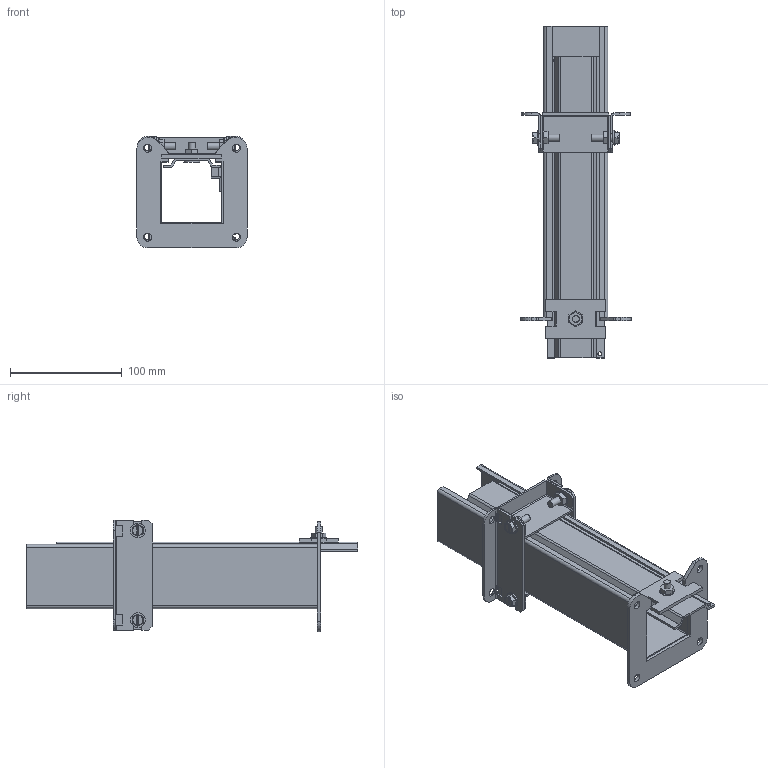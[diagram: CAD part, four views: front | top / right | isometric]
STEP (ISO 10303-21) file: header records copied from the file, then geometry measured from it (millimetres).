
FILE_DESCRIPTION (( 'STEP AP203' ), '1' );
FILE_NAME ('1485BX.step', '2020-11-19T14:30:43', ( 'ADC123' ), ( 'Microsoft' ), 'SwSTEP 2.0', 'SolidWorks 2019', '' );
FILE_SCHEMA (( 'CONFIG_CONTROL_DESIGN' ));
Length unit declared in the file: inch
Products named in the file (1): 1485BX
Bounding box: 98.42 x 296.88 x 99.67 mm (x, y, z)
Volume: 176650.1 mm3; surface area: 187096.5 mm2
Topology: 19 solids, 19 shells, 426 faces, 1113 edges, 731 vertices
Faces by surface type: plane 304, cylinder 89, bspline 32, cone 1
Full cylindrical faces by diameter (mm): 3.556 x2, 4.976 x5, 6.248 x4, 6.35 x1, 6.731 x1, 7.137 x12, 7.938 x1, 13.208 x4, 14.288 x1
Entity records: 13567 total; most frequent: CARTESIAN_POINT 3263, ORIENTED_EDGE 2162, DIRECTION 1946, EDGE_CURVE 1081, VECTOR 782, LINE 782, VERTEX_POINT 731, AXIS2_PLACEMENT_3D 582
